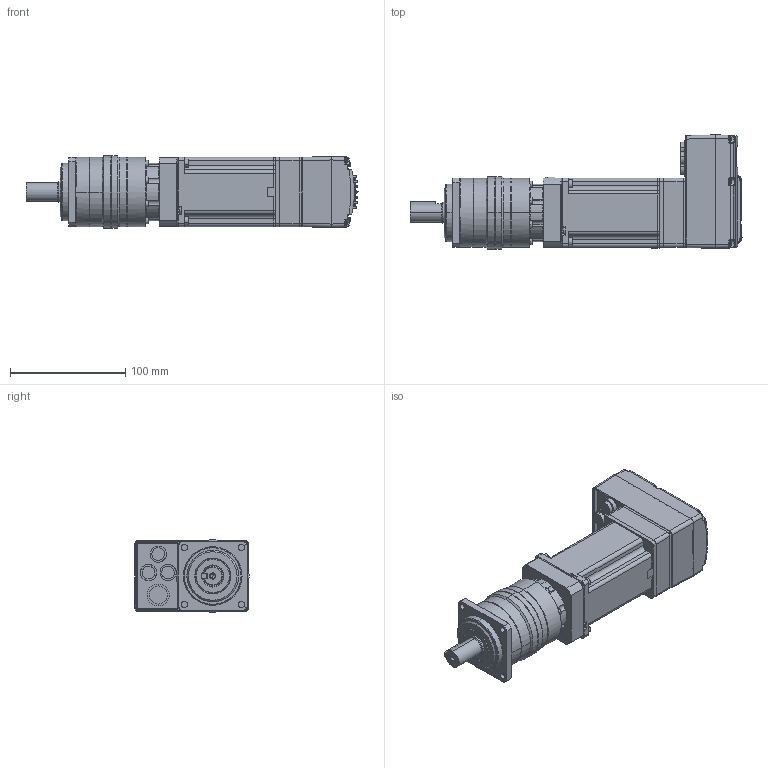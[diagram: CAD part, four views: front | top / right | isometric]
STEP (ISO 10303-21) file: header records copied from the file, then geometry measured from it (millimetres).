
FILE_DESCRIPTION (( 'STEP AP203' ), '1' );
FILE_NAME ('P1Y-MO-060-06-R00.STEP', '2016-04-26T09:16:49', ( '' ), ( '' ), 'SwSTEP 2.0', 'SolidWorks 2013', '' );
FILE_SCHEMA (( 'CONFIG_CONTROL_DESIGN' ));
Length unit declared in the file: millimetre
Products named in the file (18): socket head cap screw_iso_ISO 4762 M4 x 10 --- 10N; ALL60 鐘喀攪-1; M16-EC-060-05-R00; P1Y-MO-060-06-R00; ALL60 鐘喀攪-2; M16-EC-060-08-R00; M16-EC-060-01-R00; M16-EC-060-07-R00; M16-MO-060-03-R00(EzM-60L-ALL-01); M16-EC-060-09-R00; M16-EC-060-02-R00; M16-EC-060-10-R00; M16-EC-060-03-R00; round cross head screw_ks_KS 1023 RC - M3 x 10-N; M16-EC-060-04-R00; M15-EC-042-05-R00; ST56 2ST; M16-EC-060-06-R00
Assembly tree (27 placements, depth 2):
  P1Y-MO-060-06-R00
    M16-EC-060-05-R00
    M16-EC-060-08-R00
    M16-EC-060-07-R00
    M16-EC-060-09-R00
    M16-EC-060-10-R00
    round cross head screw_ks_KS 1023 RC - M3 x 10-N  x6
    M15-EC-042-05-R00
    M16-EC-060-06-R00
    ALL60 鐘喀攪-1  x3
    ALL60 鐘喀攪-2
    M16-EC-060-01-R00
    M16-MO-060-03-R00(EzM-60L-ALL-01)
    M16-EC-060-02-R00
    M16-EC-060-03-R00
    M16-EC-060-04-R00
    ST56 2ST
    socket head cap screw_iso_ISO 4762 M4 x 10 --- 10N  x4
Bounding box: 288 x 99.1 x 63 mm (x, y, z)
Volume: 682473.8 mm3; surface area: 165164.8 mm2
Topology: 27 solids, 27 shells, 3105 faces, 7672 edges, 4664 vertices
Faces by surface type: cylinder 1000, plane 922, bspline 497, cone 365, torus 289, sphere 32
Entity records: 128140 total; most frequent: CARTESIAN_POINT 63016, ORIENTED_EDGE 13844, DIRECTION 11811, EDGE_CURVE 6922, AXIS2_PLACEMENT_3D 4541, VERTEX_POINT 4290, EDGE_LOOP 3142, ADVANCED_FACE 2837
